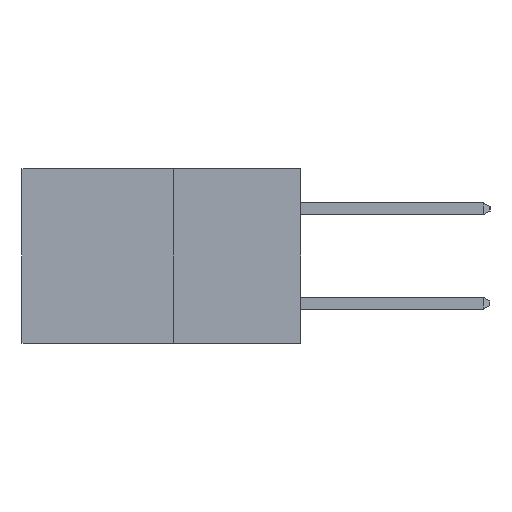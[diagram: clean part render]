
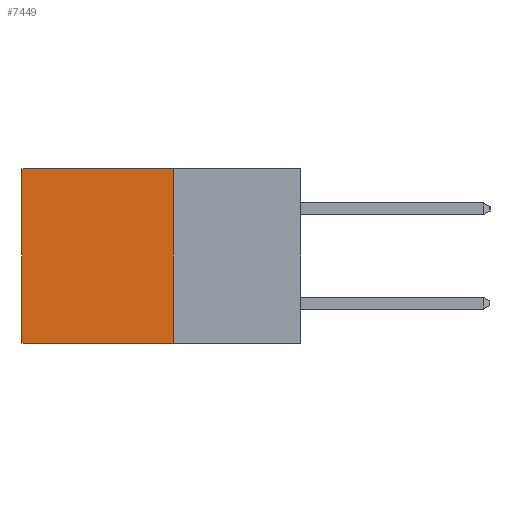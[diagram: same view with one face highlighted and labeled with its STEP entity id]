
A CAD part, left-side view. The second image highlights one B-rep face of the part: STEP entity #7449.
In plain terms, the highlighted planar face has unit normal (-1, 0, 0).
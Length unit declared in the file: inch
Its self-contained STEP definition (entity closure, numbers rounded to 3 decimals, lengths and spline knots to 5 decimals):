
#190 = EDGE_LOOP ( 'NONE', ( #2013, #6131, #2174, #6378 ) ) ;
#260 = CARTESIAN_POINT ( 'NONE',  ( 0.277, 0.27, 0. ) ) ;
#540 = VECTOR ( 'NONE', #859, 39.37008 ) ;
#568 = LINE ( 'NONE', #3912, #2312 ) ;
#616 = EDGE_CURVE ( 'NONE', #4348, #4151, #6106, .T. ) ;
#637 = CARTESIAN_POINT ( 'NONE',  ( 0.277, 0.27, -0.37 ) ) ;
#859 = DIRECTION ( 'NONE',  ( 0., 0., -1. ) ) ;
#1254 = CARTESIAN_POINT ( 'NONE',  ( 0.277, 0.59, -0.37 ) ) ;
#1647 = DIRECTION ( 'NONE',  ( 0., 0., -1. ) ) ;
#1654 = DIRECTION ( 'NONE',  ( 0., 1., 0. ) ) ;
#2013 = ORIENTED_EDGE ( 'NONE', *, *, #8571, .T. ) ;
#2174 = ORIENTED_EDGE ( 'NONE', *, *, #616, .F. ) ;
#2312 = VECTOR ( 'NONE', #5124, 39.37008 ) ;
#3172 = AXIS2_PLACEMENT_3D ( 'NONE', #6769, #6507, #6476 ) ;
#3509 = VECTOR ( 'NONE', #1647, 39.37008 ) ;
#3912 = CARTESIAN_POINT ( 'NONE',  ( 0.277, 0.27, -0.37 ) ) ;
#4100 = VERTEX_POINT ( 'NONE', #4641 ) ;
#4151 = VERTEX_POINT ( 'NONE', #637 ) ;
#4348 = VERTEX_POINT ( 'NONE', #260 ) ;
#4440 = PLANE ( 'NONE',  #3172 ) ;
#4641 = CARTESIAN_POINT ( 'NONE',  ( 0.277, 0.59, 0. ) ) ;
#4824 = CARTESIAN_POINT ( 'NONE',  ( 0.277, 0.27, -0.37 ) ) ;
#5124 = DIRECTION ( 'NONE',  ( 0., 1., 0. ) ) ;
#5277 = LINE ( 'NONE', #1254, #3509 ) ;
#5355 = CARTESIAN_POINT ( 'NONE',  ( 0.277, 0.27, 0. ) ) ;
#5448 = EDGE_CURVE ( 'NONE', #4151, #5469, #568, .T. ) ;
#5469 = VERTEX_POINT ( 'NONE', #6482 ) ;
#6006 = LINE ( 'NONE', #5355, #7669 ) ;
#6106 = LINE ( 'NONE', #4824, #540 ) ;
#6131 = ORIENTED_EDGE ( 'NONE', *, *, #5448, .F. ) ;
#6378 = ORIENTED_EDGE ( 'NONE', *, *, #6488, .T. ) ;
#6476 = DIRECTION ( 'NONE',  ( 0., 0., -1. ) ) ;
#6482 = CARTESIAN_POINT ( 'NONE',  ( 0.277, 0.59, -0.37 ) ) ;
#6488 = EDGE_CURVE ( 'NONE', #4348, #4100, #6006, .T. ) ;
#6507 = DIRECTION ( 'NONE',  ( 1., 0., 0. ) ) ;
#6769 = CARTESIAN_POINT ( 'NONE',  ( 0.277, 0.27, -0.37 ) ) ;
#6854 = FACE_OUTER_BOUND ( 'NONE', #190, .T. ) ;
#7449 = ADVANCED_FACE ( 'NONE', ( #6854 ), #4440, .F. ) ;
#7669 = VECTOR ( 'NONE', #1654, 39.37008 ) ;
#8571 = EDGE_CURVE ( 'NONE', #4100, #5469, #5277, .T. ) ;
